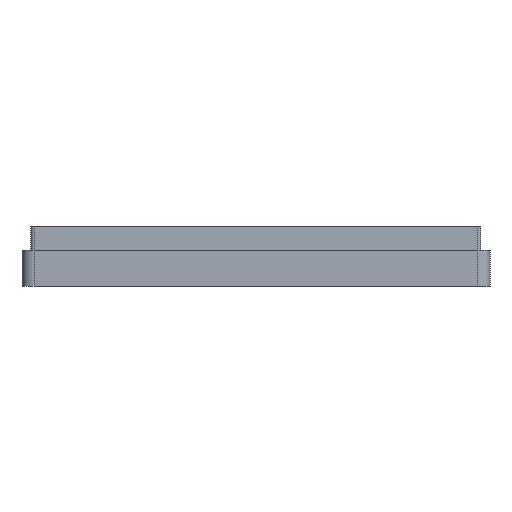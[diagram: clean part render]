
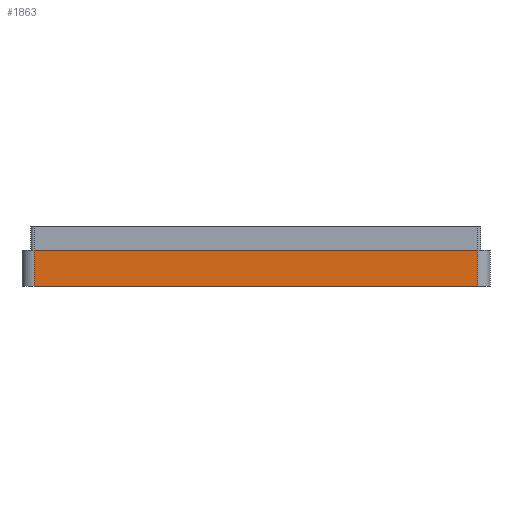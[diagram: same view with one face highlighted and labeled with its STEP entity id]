
A CAD part, left-side view. The second image highlights one B-rep face of the part: STEP entity #1863.
In plain terms, the highlighted planar face has unit normal (-1, 0, 0).
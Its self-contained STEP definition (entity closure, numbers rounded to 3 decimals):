
#92 = ORIENTED_EDGE ( 'NONE', *, *, #236, .T. ) ;
#107 = VERTEX_POINT ( 'NONE', #816 ) ;
#191 = LINE ( 'NONE', #943, #1625 ) ;
#236 = EDGE_CURVE ( 'NONE', #1124, #808, #3061, .T. ) ;
#352 = DIRECTION ( 'NONE',  ( 0., -1., 0. ) ) ;
#780 = ORIENTED_EDGE ( 'NONE', *, *, #1022, .F. ) ;
#808 = VERTEX_POINT ( 'NONE', #3440 ) ;
#816 = CARTESIAN_POINT ( 'NONE',  ( -48., -37., 0. ) ) ;
#943 = CARTESIAN_POINT ( 'NONE',  ( -48., -37., 10. ) ) ;
#988 = VECTOR ( 'NONE', #3313, 1000. ) ;
#1022 = EDGE_CURVE ( 'NONE', #1124, #3218, #3012, .T. ) ;
#1124 = VERTEX_POINT ( 'NONE', #2077 ) ;
#1427 = CARTESIAN_POINT ( 'NONE',  ( -48., 39., 6. ) ) ;
#1450 = EDGE_CURVE ( 'NONE', #808, #107, #1697, .T. ) ;
#1625 = VECTOR ( 'NONE', #3381, 1000. ) ;
#1640 = DIRECTION ( 'NONE',  ( 1., 0., 0. ) ) ;
#1655 = VECTOR ( 'NONE', #1764, 1000. ) ;
#1667 = AXIS2_PLACEMENT_3D ( 'NONE', #2790, #1640, #2713 ) ;
#1697 = LINE ( 'NONE', #2773, #3243 ) ;
#1713 = FACE_OUTER_BOUND ( 'NONE', #3289, .T. ) ;
#1764 = DIRECTION ( 'NONE',  ( 0., 0., -1. ) ) ;
#1863 = ADVANCED_FACE ( 'NONE', ( #1713 ), #2983, .F. ) ;
#2077 = CARTESIAN_POINT ( 'NONE',  ( -48., 37., 6. ) ) ;
#2237 = CARTESIAN_POINT ( 'NONE',  ( -48., -37., 6. ) ) ;
#2629 = ORIENTED_EDGE ( 'NONE', *, *, #1450, .T. ) ;
#2664 = EDGE_CURVE ( 'NONE', #107, #3218, #191, .T. ) ;
#2713 = DIRECTION ( 'NONE',  ( 0., 1., 0. ) ) ;
#2756 = CARTESIAN_POINT ( 'NONE',  ( -48., 37., 10. ) ) ;
#2773 = CARTESIAN_POINT ( 'NONE',  ( -48., 39., 0. ) ) ;
#2790 = CARTESIAN_POINT ( 'NONE',  ( -48., 39., 10. ) ) ;
#2983 = PLANE ( 'NONE',  #1667 ) ;
#3012 = LINE ( 'NONE', #1427, #988 ) ;
#3061 = LINE ( 'NONE', #2756, #1655 ) ;
#3218 = VERTEX_POINT ( 'NONE', #2237 ) ;
#3243 = VECTOR ( 'NONE', #352, 1000. ) ;
#3289 = EDGE_LOOP ( 'NONE', ( #780, #92, #2629, #3319 ) ) ;
#3313 = DIRECTION ( 'NONE',  ( 0., -1., 0. ) ) ;
#3319 = ORIENTED_EDGE ( 'NONE', *, *, #2664, .T. ) ;
#3381 = DIRECTION ( 'NONE',  ( 0., 0., 1. ) ) ;
#3440 = CARTESIAN_POINT ( 'NONE',  ( -48., 37., 0. ) ) ;
